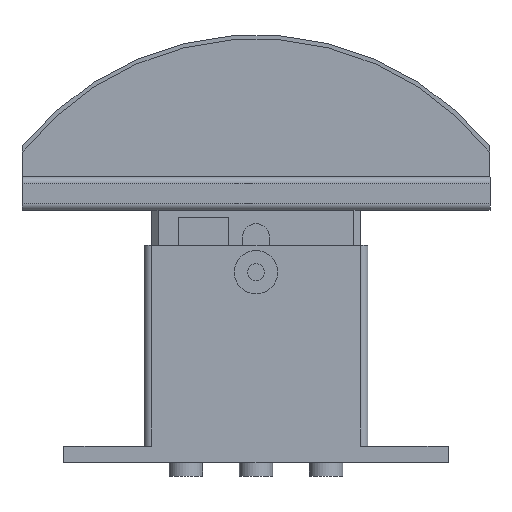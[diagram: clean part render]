
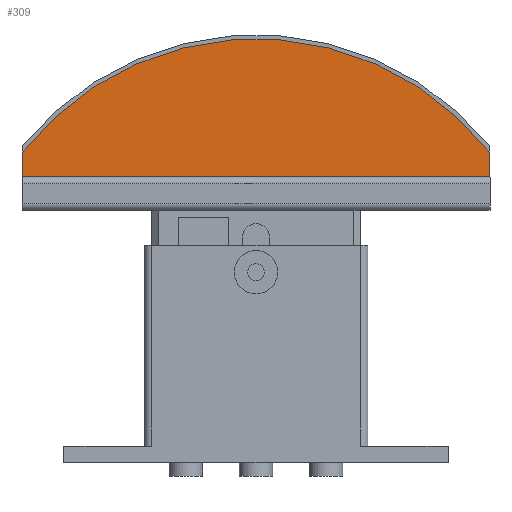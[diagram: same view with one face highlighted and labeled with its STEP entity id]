
A CAD part, front view. The second image highlights one B-rep face of the part: STEP entity #309.
In plain terms, the highlighted planar face has unit normal (0, -1, 0).
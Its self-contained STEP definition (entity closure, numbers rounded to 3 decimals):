
#309=ADVANCED_FACE('',(#659),#660,.T.);
#659=FACE_OUTER_BOUND('',#1047,.T.);
#660=PLANE('',#1048);
#1047=EDGE_LOOP('',(#1869,#1870,#1871,#1872));
#1048=AXIS2_PLACEMENT_3D('',#1873,#1874,#1875);
#1869=ORIENTED_EDGE('',*,*,#2514,.T.);
#1870=ORIENTED_EDGE('',*,*,#2490,.F.);
#1871=ORIENTED_EDGE('',*,*,#2526,.T.);
#1872=ORIENTED_EDGE('',*,*,#2469,.F.);
#1873=CARTESIAN_POINT('',(0.,-10.0,97.636));
#1874=DIRECTION('',(0.0,-1.0,0.0));
#1875=DIRECTION('',(1.0,0.0,0.0));
#2469=EDGE_CURVE('',#3008,#3010,#3011,.T.);
#2490=EDGE_CURVE('',#3045,#3047,#3048,.T.);
#2514=EDGE_CURVE('',#3008,#3047,#3083,.T.);
#2526=EDGE_CURVE('',#3045,#3010,#3095,.T.);
#3008=VERTEX_POINT('',#3743);
#3010=VERTEX_POINT('',#3746);
#3011=LINE('',#3747,#3748);
#3045=VERTEX_POINT('',#3799);
#3047=VERTEX_POINT('',#3802);
#3048=LINE('',#3803,#3804);
#3083=CIRCLE('',#3852,88.8);
#3095=LINE('',#3865,#3866);
#3743=CARTESIAN_POINT('',(70.0,-10.0,92.639));
#3746=CARTESIAN_POINT('',(70.0,-10.0,85.5));
#3747=CARTESIAN_POINT('',(70.0,-10.0,94.569));
#3748=VECTOR('',#4381,1.0);
#3799=CARTESIAN_POINT('',(-70.0,-10.0,85.5));
#3802=CARTESIAN_POINT('',(-70.0,-10.0,92.639));
#3803=CARTESIAN_POINT('',(-70.0,-10.0,80.5));
#3804=VECTOR('',#4400,1.0);
#3852=AXIS2_PLACEMENT_3D('',#4429,#4430,#4431);
#3865=CARTESIAN_POINT('',(0.,-10.0,85.5));
#3866=VECTOR('',#4445,1.0);
#4381=DIRECTION('',(0.0,0.0,-1.0));
#4400=DIRECTION('',(0.0,0.0,1.0));
#4429=CARTESIAN_POINT('',(0.0,-10.0,38.0));
#4430=DIRECTION('',(0.0,-1.0,0.0));
#4431=DIRECTION('',(1.0,0.0,0.0));
#4445=DIRECTION('',(1.0,0.0,-0.0));
